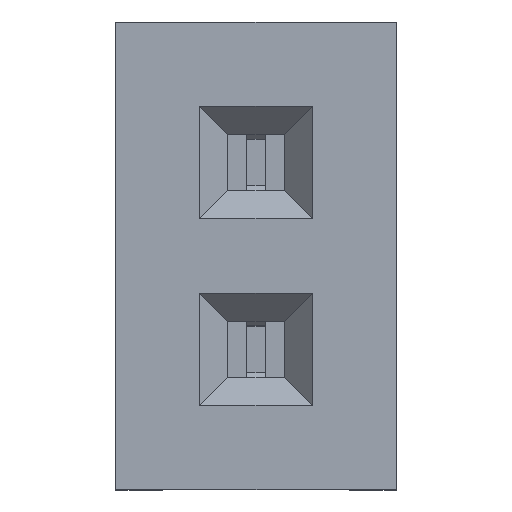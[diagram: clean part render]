
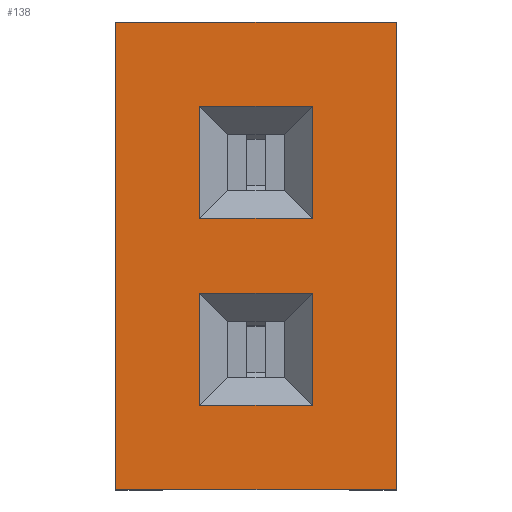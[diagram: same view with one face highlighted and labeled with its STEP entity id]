
A CAD part, top view. The second image highlights one B-rep face of the part: STEP entity #138.
In plain terms, the highlighted planar face has unit normal (0, 0, 1).
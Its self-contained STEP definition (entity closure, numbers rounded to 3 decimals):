
#13=DIRECTION('',(0.,0.,1.));
#24=VERTEX_POINT('',#25);
#25=CARTESIAN_POINT('',(0.46,-1.75,2.1));
#28=ORIENTED_EDGE('',*,*,#29,.T.);
#29=EDGE_CURVE('',#24,#30,#32,.T.);
#30=VERTEX_POINT('',#31);
#31=CARTESIAN_POINT('',(0.46,0.75,2.1));
#32=LINE('',#25,#33);
#33=VECTOR('',#34,1.);
#34=DIRECTION('',(0.,1.,0.));
#45=DIRECTION('',(-1.,0.,0.));
#56=VECTOR('',#57,1.);
#57=DIRECTION('',(1.,0.,0.));
#60=VERTEX_POINT('',#61);
#61=CARTESIAN_POINT('',(-1.04,-1.75,2.1));
#63=ORIENTED_EDGE('',*,*,#64,.T.);
#64=EDGE_CURVE('',#60,#24,#65,.T.);
#65=LINE('',#61,#56);
#94=VECTOR('',#45,1.);
#96=ORIENTED_EDGE('',*,*,#97,.T.);
#97=EDGE_CURVE('',#30,#98,#100,.T.);
#98=VERTEX_POINT('',#99);
#99=CARTESIAN_POINT('',(-1.04,0.75,2.1));
#100=LINE('',#31,#94);
#125=DIRECTION('',(0.,-1.,0.));
#138=ADVANCED_FACE('',(#139,#145,#167),#189,.T.);
#139=FACE_BOUND('',#140,.T.);
#140=EDGE_LOOP('',(#28,#96,#141,#63));
#141=ORIENTED_EDGE('',*,*,#142,.T.);
#142=EDGE_CURVE('',#98,#60,#143,.T.);
#143=LINE('',#99,#144);
#144=VECTOR('',#125,1.);
#145=FACE_BOUND('',#146,.T.);
#146=EDGE_LOOP('',(#147,#154,#159,#164));
#147=ORIENTED_EDGE('',*,*,#148,.F.);
#148=EDGE_CURVE('',#149,#151,#153,.T.);
#149=VERTEX_POINT('',#150);
#150=CARTESIAN_POINT('',(0.01,-1.3,2.1));
#151=VERTEX_POINT('',#152);
#152=CARTESIAN_POINT('',(0.01,-0.7,2.1));
#153=LINE('',#150,#33);
#154=ORIENTED_EDGE('',*,*,#155,.F.);
#155=EDGE_CURVE('',#156,#149,#158,.T.);
#156=VERTEX_POINT('',#157);
#157=CARTESIAN_POINT('',(-0.59,-1.3,2.1));
#158=LINE('',#157,#56);
#159=ORIENTED_EDGE('',*,*,#160,.F.);
#160=EDGE_CURVE('',#161,#156,#163,.T.);
#161=VERTEX_POINT('',#162);
#162=CARTESIAN_POINT('',(-0.59,-0.7,2.1));
#163=LINE('',#162,#144);
#164=ORIENTED_EDGE('',*,*,#165,.F.);
#165=EDGE_CURVE('',#151,#161,#166,.T.);
#166=LINE('',#152,#94);
#167=FACE_BOUND('',#168,.T.);
#168=EDGE_LOOP('',(#169,#176,#181,#186));
#169=ORIENTED_EDGE('',*,*,#170,.F.);
#170=EDGE_CURVE('',#171,#173,#175,.T.);
#171=VERTEX_POINT('',#172);
#172=CARTESIAN_POINT('',(0.01,-0.3,2.1));
#173=VERTEX_POINT('',#174);
#174=CARTESIAN_POINT('',(0.01,0.3,2.1));
#175=LINE('',#172,#33);
#176=ORIENTED_EDGE('',*,*,#177,.F.);
#177=EDGE_CURVE('',#178,#171,#180,.T.);
#178=VERTEX_POINT('',#179);
#179=CARTESIAN_POINT('',(-0.59,-0.3,2.1));
#180=LINE('',#179,#56);
#181=ORIENTED_EDGE('',*,*,#182,.F.);
#182=EDGE_CURVE('',#183,#178,#185,.T.);
#183=VERTEX_POINT('',#184);
#184=CARTESIAN_POINT('',(-0.59,0.3,2.1));
#185=LINE('',#184,#144);
#186=ORIENTED_EDGE('',*,*,#187,.F.);
#187=EDGE_CURVE('',#173,#183,#188,.T.);
#188=LINE('',#174,#94);
#189=PLANE('',#190);
#190=AXIS2_PLACEMENT_3D('',#191,#13,#34);
#191=CARTESIAN_POINT('',(-0.29,-0.5,2.1));
